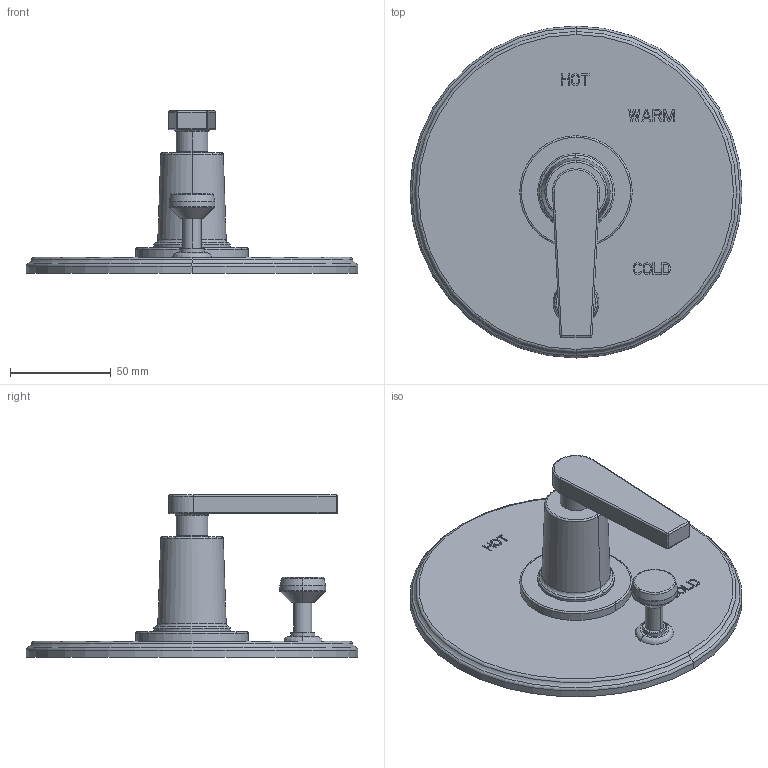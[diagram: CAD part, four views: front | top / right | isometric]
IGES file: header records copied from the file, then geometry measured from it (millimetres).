
Start section:  PTC IGES file: 5-2972bp.igs
Global section: file name: 5-2972bp.igs; native system: Creo Parametric by PTC Inc.; preprocessor: 2018400; author: jinson.thomas; organization: Unknown; date: 20210609.104420; units: inch
Bounding box: 165.1 x 165.1 x 80.85 mm (x, y, z)
Volume: 241495.6 mm3; surface area: 59037.2 mm2
Topology: 1 solids, 2 shells, 345 faces, 899 edges, 584 vertices
Faces by surface type: bspline 276, revolution 69
